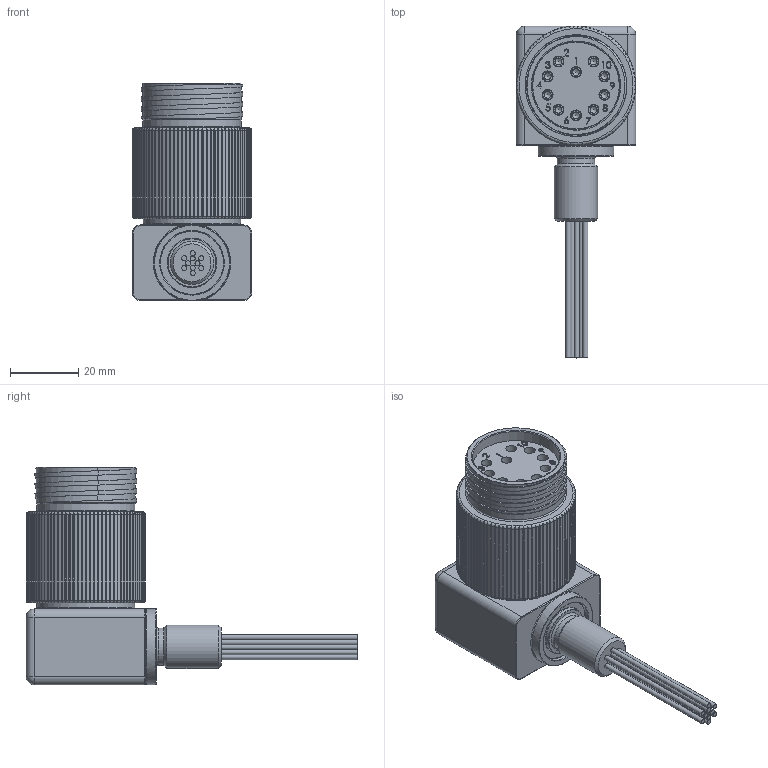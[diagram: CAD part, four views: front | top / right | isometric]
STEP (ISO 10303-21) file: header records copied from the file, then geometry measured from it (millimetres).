
FILE_DESCRIPTION(/* description */ ('','CAx-IF Rec.Pracs.---Representation and Presentation of Product Manufacturing Information (PMI)---4.0---2014-10-13'),/* implementation_level */ '2;1');
FILE_NAME(/* name */ 'MCBHRA10F RADLSA-M.stp',/* time_stamp */ '2024-03-20T12:49:41+01:00',/* author */ ('sh'),/* organization */ (''),/* preprocessor_version */ 'ST-DEVELOPER v19.2',/* originating_system */ 'Autodesk Inventor 2023',/* authorisation */ '');
FILE_SCHEMA (('AP242_MANAGED_MODEL_BASED_3D_ENGINEERING_MIM_LF { 1 0 10303 442 1 1 4 }'));
Length unit declared in the file: millimetre
Products named in the file (1): 01506160
Bounding box: 34.92 x 97.16 x 63.71 mm (x, y, z)
Volume: 61921.4 mm3; surface area: 23220.8 mm2
Topology: 2 solids, 14 shells, 982 faces, 2671 edges, 1751 vertices
Faces by surface type: plane 473, cylinder 227, torus 137, bspline 86, cone 55, sphere 4
Full cylindrical faces by diameter (mm): 1.473 x10, 2.037 x10, 2.057 x10, 2.743 x10, 3.175 x50, 10.922 x1, 12.7 x1, 14.275 x1, 18.694 x1, 19.05 x1, 22.225 x1, 23.368 x1, 23.749 x1, 25.4 x2, 25.654 x1, 28.575 x2, 28.804 x1, 28.956 x3, 29.743 x3, 30.048 x2, 31.267 x1
Entity records: 40004 total; most frequent: CARTESIAN_POINT 14674, ORIENTED_EDGE 5314, DIRECTION 4830, EDGE_CURVE 2657, AXIS2_PLACEMENT_3D 1918, VERTEX_POINT 1751, EDGE_LOOP 1055, LINE 994
